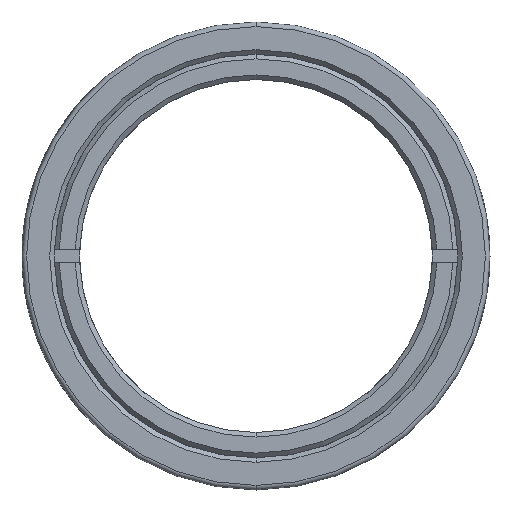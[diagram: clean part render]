
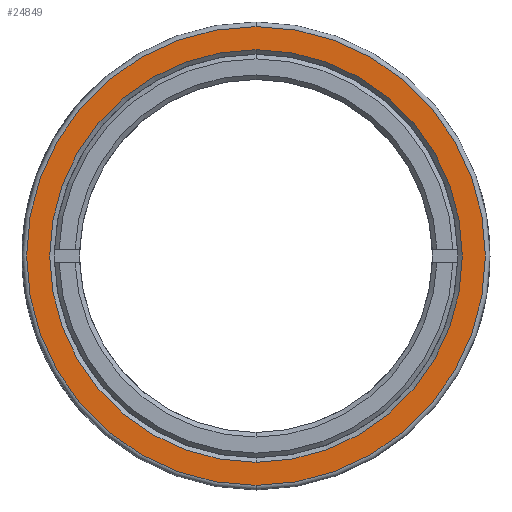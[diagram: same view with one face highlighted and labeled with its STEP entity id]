
A CAD part, front view. The second image highlights one B-rep face of the part: STEP entity #24849.
In plain terms, the highlighted planar face has unit normal (0, -1, 0).
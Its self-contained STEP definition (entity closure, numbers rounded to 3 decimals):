
#685 = CIRCLE ( 'NONE', #8190, 14.95 ) ;
#2214 = CARTESIAN_POINT ( 'NONE',  ( 15.419, 15.237, 3.259 ) ) ;
#3600 = AXIS2_PLACEMENT_3D ( 'NONE', #22690, #22546, #6641 ) ;
#4659 = CARTESIAN_POINT ( 'NONE',  ( 15.419, 15.237, 33.159 ) ) ;
#5239 = DIRECTION ( 'NONE',  ( 0., 0., 1. ) ) ;
#5692 = DIRECTION ( 'NONE',  ( 0., 0., 1. ) ) ;
#6311 = CIRCLE ( 'NONE', #22761, 13.445 ) ;
#6478 = DIRECTION ( 'NONE',  ( 0., -1., 0. ) ) ;
#6641 = DIRECTION ( 'NONE',  ( 1., 0., 0. ) ) ;
#6698 = ORIENTED_EDGE ( 'NONE', *, *, #15128, .T. ) ;
#8190 = AXIS2_PLACEMENT_3D ( 'NONE', #17677, #6478, #12944 ) ;
#9426 = FACE_BOUND ( 'NONE', #17979, .T. ) ;
#10106 = CARTESIAN_POINT ( 'NONE',  ( 15.419, 15.237, 18.209 ) ) ;
#10244 = ORIENTED_EDGE ( 'NONE', *, *, #15473, .T. ) ;
#10724 = EDGE_CURVE ( 'NONE', #24461, #20376, #17987, .T. ) ;
#11565 = CARTESIAN_POINT ( 'NONE',  ( 15.419, 15.237, 18.209 ) ) ;
#12436 = CARTESIAN_POINT ( 'NONE',  ( 15.419, 15.237, 18.209 ) ) ;
#12944 = DIRECTION ( 'NONE',  ( 0., 0., 1. ) ) ;
#13730 = CARTESIAN_POINT ( 'NONE',  ( 15.419, 15.237, 4.764 ) ) ;
#13881 = AXIS2_PLACEMENT_3D ( 'NONE', #11565, #18356, #5239 ) ;
#15095 = DIRECTION ( 'NONE',  ( 0., -1., 0. ) ) ;
#15128 = EDGE_CURVE ( 'NONE', #23935, #17320, #6311, .T. ) ;
#15473 = EDGE_CURVE ( 'NONE', #20376, #24461, #685, .T. ) ;
#16243 = CIRCLE ( 'NONE', #13881, 13.445 ) ;
#17320 = VERTEX_POINT ( 'NONE', #22699 ) ;
#17677 = CARTESIAN_POINT ( 'NONE',  ( 15.419, 15.237, 18.209 ) ) ;
#17979 = EDGE_LOOP ( 'NONE', ( #6698, #24286 ) ) ;
#17987 = CIRCLE ( 'NONE', #25496, 14.95 ) ;
#18275 = PLANE ( 'NONE',  #3600 ) ;
#18356 = DIRECTION ( 'NONE',  ( 0., 1., 0. ) ) ;
#19778 = DIRECTION ( 'NONE',  ( 0., 0., 1. ) ) ;
#20376 = VERTEX_POINT ( 'NONE', #4659 ) ;
#21495 = ORIENTED_EDGE ( 'NONE', *, *, #10724, .T. ) ;
#22400 = FACE_OUTER_BOUND ( 'NONE', #24960, .T. ) ;
#22546 = DIRECTION ( 'NONE',  ( 0., 1., 0. ) ) ;
#22690 = CARTESIAN_POINT ( 'NONE',  ( 15.419, 15.237, 18.209 ) ) ;
#22699 = CARTESIAN_POINT ( 'NONE',  ( 15.419, 15.237, 31.654 ) ) ;
#22761 = AXIS2_PLACEMENT_3D ( 'NONE', #12436, #23645, #19778 ) ;
#23645 = DIRECTION ( 'NONE',  ( 0., 1., 0. ) ) ;
#23935 = VERTEX_POINT ( 'NONE', #13730 ) ;
#24286 = ORIENTED_EDGE ( 'NONE', *, *, #25486, .T. ) ;
#24461 = VERTEX_POINT ( 'NONE', #2214 ) ;
#24849 = ADVANCED_FACE ( 'NONE', ( #9426, #22400 ), #18275, .F. ) ;
#24960 = EDGE_LOOP ( 'NONE', ( #10244, #21495 ) ) ;
#25486 = EDGE_CURVE ( 'NONE', #17320, #23935, #16243, .T. ) ;
#25496 = AXIS2_PLACEMENT_3D ( 'NONE', #10106, #15095, #5692 ) ;
